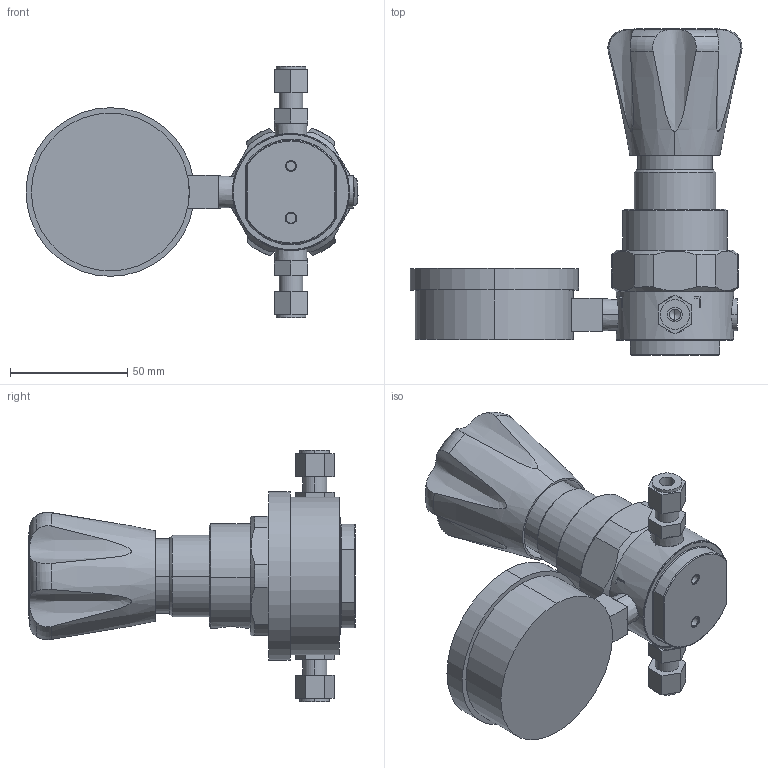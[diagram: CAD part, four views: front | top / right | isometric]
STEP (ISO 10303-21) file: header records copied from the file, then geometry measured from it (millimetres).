
FILE_DESCRIPTION((''),'2;1');
FILE_NAME('M3420A-NV_ASM','2019-03-14T',('dlachman'),('MATHESON TRI-GAS'),'CREO PARAMETRIC BY PTC INC, 2018220','CREO PARAMETRIC BY PTC INC, 2018220','');
FILE_SCHEMA(('CONFIG_CONTROL_DESIGN'));
Length unit declared in the file: inch
Products named in the file (5): MREG-6000-BA; MPLU-0074-BO; MGAG-0026-BA; MCON-0213-BO; M3420A-NV_ASM
Assembly tree (5 placements, depth 2):
  M3420A-NV_ASM
    MREG-6000-BA
    MPLU-0074-BO
    MGAG-0026-BA
    MCON-0213-BO  x2
Bounding box: 141.57 x 139.02 x 107.12 mm (x, y, z)
Volume: 294517.2 mm3; surface area: 63568.5 mm2
Topology: 6 solids, 6 shells, 288 faces, 678 edges, 429 vertices
Faces by surface type: plane 129, cylinder 71, cone 58, torus 24, extrusion 6
Entity records: 8611 total; most frequent: CARTESIAN_POINT 2488, DIRECTION 1292, ORIENTED_EDGE 1204, EDGE_CURVE 602, AXIS2_PLACEMENT_3D 497, VERTEX_POINT 385, VECTOR 298, EDGE_LOOP 295
